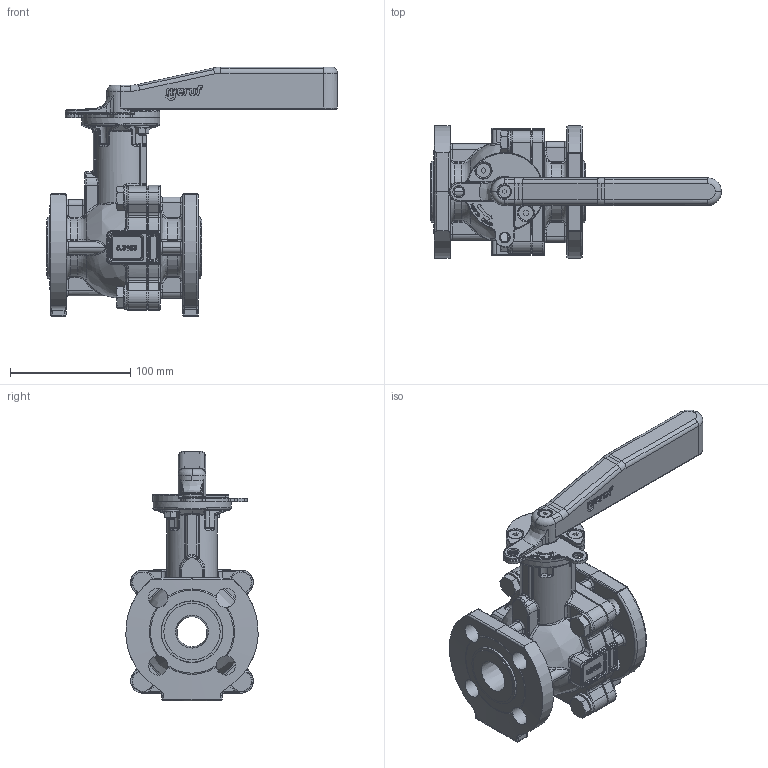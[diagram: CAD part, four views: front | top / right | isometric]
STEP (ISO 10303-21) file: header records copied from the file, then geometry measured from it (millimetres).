
FILE_DESCRIPTION(('HOOPS Exchange Step'),'2;1');
FILE_NAME('FK13010005.stp','2025-09-18T10:43:36+02:00',('nieru'),('Unknown organisation'),'HOOPS Exchange 2024.2','HOOPS Exchange','Unknown authorisation');
FILE_SCHEMA( ('AP203_CONFIGURATION_CONTROLLED_3D_DESIGN_OF_MECHANICAL_PARTS_AND_ASSEMBLIES_MIM_LF') );
Length unit declared in the file: millimetre
Products named in the file (4): 0; root
Assembly tree (3 placements, depth 3):
  root
    0
      0
      0
Bounding box: 241.6 x 109.78 x 207.5 mm (x, y, z)
Volume: 897514.5 mm3; surface area: 167358 mm2
Topology: 10 solids, 10 shells, 2324 faces, 6042 edges, 3812 vertices
Faces by surface type: bspline 703, cylinder 664, plane 572, torus 203, cone 111, sphere 46, extrusion 25
Full cylindrical faces by diameter (mm): 2.2 x4, 4.134 x1, 7 x4, 8.376 x4, 9.188 x4, 10 x4, 10.5 x4, 11.5 x4, 15.4 x4, 16 x8, 20 x4, 36 x1, 46.8 x2, 50.8 x2, 65 x1, 96 x1, 102 x2
Entity records: 120293 total; most frequent: CARTESIAN_POINT 70076, ORIENTED_EDGE 12010, DIRECTION 7831, EDGE_CURVE 6005, VERTEX_POINT 3810, AXIS2_PLACEMENT_3D 2876, B_SPLINE_CURVE_WITH_KNOTS 2536, EDGE_LOOP 2485
